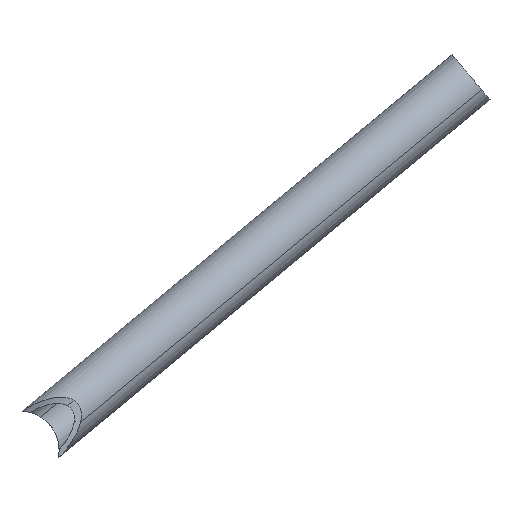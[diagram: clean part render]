
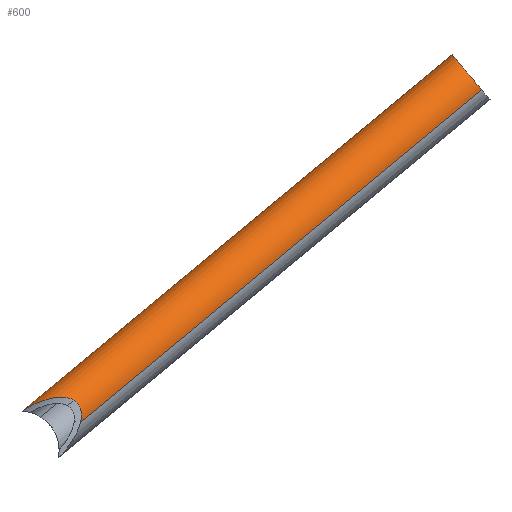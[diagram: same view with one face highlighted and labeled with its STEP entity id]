
A CAD part, front view. The second image highlights one B-rep face of the part: STEP entity #600.
In plain terms, the highlighted cylindrical face has radius 7.5 mm (diameter 15 mm), a partial arc.
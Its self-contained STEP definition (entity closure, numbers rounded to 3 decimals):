
#63=CARTESIAN_POINT('Vertex',(-1993.767,-10.493,377.647)) ;
#67=CARTESIAN_POINT('Control Point',(-1988.455,-10.493,371.242)) ;
#68=CARTESIAN_POINT('Control Point',(-1988.742,-10.996,371.588)) ;
#69=CARTESIAN_POINT('Control Point',(-1989.06,-11.456,371.97)) ;
#70=CARTESIAN_POINT('Control Point',(-1989.413,-11.861,372.397)) ;
#71=CARTESIAN_POINT('Control Point',(-1990.034,-12.37,373.146)) ;
#72=CARTESIAN_POINT('Control Point',(-1990.714,-12.595,373.965)) ;
#73=CARTESIAN_POINT('Control Point',(-1990.975,-12.634,374.28)) ;
#74=CARTESIAN_POINT('Control Point',(-1991.634,-12.611,375.075)) ;
#75=CARTESIAN_POINT('Control Point',(-1992.269,-12.3,375.84)) ;
#76=CARTESIAN_POINT('Control Point',(-1992.628,-12.017,376.274)) ;
#77=CARTESIAN_POINT('Control Point',(-1993.076,-11.544,376.814)) ;
#78=CARTESIAN_POINT('Control Point',(-1993.473,-10.976,377.293)) ;
#79=CARTESIAN_POINT('Control Point',(-1993.574,-10.82,377.415)) ;
#80=CARTESIAN_POINT('Control Point',(-1993.672,-10.659,377.533)) ;
#81=CARTESIAN_POINT('Control Point',(-1993.767,-10.493,377.647)) ;
#82=CARTESIAN_POINT('Vertex',(-1988.455,-10.493,371.242)) ;
#123=CARTESIAN_POINT('Vertex',(-1999.742,0.,372.692)) ;
#272=CARTESIAN_POINT('Control Point',(-1995.899,0.,380.218)) ;
#273=CARTESIAN_POINT('Control Point',(-1996.033,0.,380.106)) ;
#274=CARTESIAN_POINT('Control Point',(-1996.166,0.,379.992)) ;
#275=CARTESIAN_POINT('Control Point',(-1996.269,0.,379.898)) ;
#276=CARTESIAN_POINT('Control Point',(-1996.449,0.,379.734)) ;
#277=CARTESIAN_POINT('Control Point',(-1996.624,0.,379.564)) ;
#278=CARTESIAN_POINT('Control Point',(-1996.723,0.,379.467)) ;
#279=CARTESIAN_POINT('Control Point',(-1997.049,0.,379.131)) ;
#280=CARTESIAN_POINT('Control Point',(-1997.358,0.,378.779)) ;
#281=CARTESIAN_POINT('Control Point',(-1997.544,0.,378.552)) ;
#282=CARTESIAN_POINT('Control Point',(-1998.427,0.,377.401)) ;
#283=CARTESIAN_POINT('Control Point',(-1999.116,0.,376.112)) ;
#284=CARTESIAN_POINT('Control Point',(-1999.522,0.,375.005)) ;
#285=CARTESIAN_POINT('Control Point',(-1999.742,0.,373.848)) ;
#286=CARTESIAN_POINT('Control Point',(-1999.742,0.,372.692)) ;
#287=CARTESIAN_POINT('Vertex',(-1995.899,0.,380.218)) ;
#291=CARTESIAN_POINT('Control Point',(-1995.899,0.,380.218)) ;
#292=CARTESIAN_POINT('Control Point',(-1995.899,-0.235,380.218)) ;
#293=CARTESIAN_POINT('Control Point',(-1995.897,-0.47,380.215)) ;
#294=CARTESIAN_POINT('Control Point',(-1995.893,-0.659,380.21)) ;
#295=CARTESIAN_POINT('Control Point',(-1995.885,-0.99,380.201)) ;
#296=CARTESIAN_POINT('Control Point',(-1995.873,-1.322,380.187)) ;
#297=CARTESIAN_POINT('Control Point',(-1995.865,-1.51,380.178)) ;
#298=CARTESIAN_POINT('Control Point',(-1995.833,-2.139,380.139)) ;
#299=CARTESIAN_POINT('Control Point',(-1995.786,-2.766,380.082)) ;
#300=CARTESIAN_POINT('Control Point',(-1995.75,-3.159,380.038)) ;
#301=CARTESIAN_POINT('Control Point',(-1995.553,-4.986,379.801)) ;
#302=CARTESIAN_POINT('Control Point',(-1995.216,-6.771,379.394)) ;
#303=CARTESIAN_POINT('Control Point',(-1994.86,-8.116,378.965)) ;
#304=CARTESIAN_POINT('Control Point',(-1994.386,-9.406,378.393)) ;
#305=CARTESIAN_POINT('Control Point',(-1993.767,-10.493,377.647)) ;
#340=CARTESIAN_POINT('Line Origine',(-2041.538,-103.711,327.222)) ;
#344=CARTESIAN_POINT('Vertex',(-2089.914,-188.665,287.105)) ;
#389=CARTESIAN_POINT('Vertex',(-2100.769,-177.413,288.914)) ;
#392=CARTESIAN_POINT('Line Origine',(-2054.573,-96.289,327.222)) ;
#413=CARTESIAN_POINT('Control Point',(-2091.544,-187.493,292.699)) ;
#414=CARTESIAN_POINT('Control Point',(-2091.269,-187.439,292.526)) ;
#415=CARTESIAN_POINT('Control Point',(-2091.008,-187.401,292.324)) ;
#416=CARTESIAN_POINT('Control Point',(-2090.77,-187.381,292.094)) ;
#417=CARTESIAN_POINT('Control Point',(-2090.353,-187.381,291.586)) ;
#418=CARTESIAN_POINT('Control Point',(-2090.056,-187.454,291.005)) ;
#419=CARTESIAN_POINT('Control Point',(-2089.941,-187.507,290.705)) ;
#420=CARTESIAN_POINT('Control Point',(-2089.683,-187.702,289.799)) ;
#421=CARTESIAN_POINT('Control Point',(-2089.644,-187.991,288.873)) ;
#422=CARTESIAN_POINT('Control Point',(-2089.688,-188.205,288.268)) ;
#423=CARTESIAN_POINT('Control Point',(-2089.781,-188.431,287.68)) ;
#424=CARTESIAN_POINT('Control Point',(-2089.914,-188.665,287.105)) ;
#425=CARTESIAN_POINT('Vertex',(-2091.544,-187.493,292.699)) ;
#499=CARTESIAN_POINT('Vertex',(-2104.625,-192.588,289.977)) ;
#519=CARTESIAN_POINT('Control Point',(-2104.625,-192.588,289.977)) ;
#520=CARTESIAN_POINT('Control Point',(-2103.397,-192.222,290.833)) ;
#521=CARTESIAN_POINT('Control Point',(-2102.115,-191.703,291.543)) ;
#522=CARTESIAN_POINT('Control Point',(-2100.819,-191.136,292.152)) ;
#523=CARTESIAN_POINT('Control Point',(-2098.977,-190.304,292.853)) ;
#524=CARTESIAN_POINT('Control Point',(-2097.066,-189.464,293.282)) ;
#525=CARTESIAN_POINT('Control Point',(-2096.533,-189.234,293.378)) ;
#526=CARTESIAN_POINT('Control Point',(-2095.436,-188.771,293.517)) ;
#527=CARTESIAN_POINT('Control Point',(-2094.319,-188.334,293.517)) ;
#528=CARTESIAN_POINT('Control Point',(-2093.747,-188.122,293.472)) ;
#529=CARTESIAN_POINT('Control Point',(-2092.945,-187.849,293.33)) ;
#530=CARTESIAN_POINT('Control Point',(-2092.174,-187.636,293.037)) ;
#531=CARTESIAN_POINT('Control Point',(-2091.958,-187.581,292.939)) ;
#532=CARTESIAN_POINT('Control Point',(-2091.747,-187.533,292.827)) ;
#533=CARTESIAN_POINT('Control Point',(-2091.544,-187.493,292.699)) ;
#562=CARTESIAN_POINT('Control Point',(-2104.625,-192.588,289.977)) ;
#563=CARTESIAN_POINT('Control Point',(-2104.747,-191.591,289.985)) ;
#564=CARTESIAN_POINT('Control Point',(-2104.751,-190.578,289.984)) ;
#565=CARTESIAN_POINT('Control Point',(-2104.677,-189.576,289.981)) ;
#566=CARTESIAN_POINT('Control Point',(-2104.42,-187.625,289.965)) ;
#567=CARTESIAN_POINT('Control Point',(-2103.986,-185.706,289.917)) ;
#568=CARTESIAN_POINT('Control Point',(-2103.742,-184.778,289.883)) ;
#569=CARTESIAN_POINT('Control Point',(-2103.119,-182.687,289.775)) ;
#570=CARTESIAN_POINT('Control Point',(-2102.35,-180.651,289.571)) ;
#571=CARTESIAN_POINT('Control Point',(-2101.877,-179.536,289.416)) ;
#572=CARTESIAN_POINT('Control Point',(-2101.355,-178.443,289.212)) ;
#573=CARTESIAN_POINT('Control Point',(-2100.769,-177.413,288.914)) ;
#585=CARTESIAN_POINT('Axis2P3D Location',(-2048.056,-100.,327.222)) ;
#341=DIRECTION('Vector Direction',(-0.458,-0.804,-0.38)) ;
#393=DIRECTION('Vector Direction',(-0.458,-0.804,-0.38)) ;
#586=DIRECTION('Axis2P3D Direction',(-0.458,-0.804,-0.38)) ;
#587=DIRECTION('Axis2P3D XDirection',(0.869,-0.495,0.)) ;
#588=AXIS2_PLACEMENT_3D('Cylinder Axis2P3D',#585,#586,#587) ;
#591=ORIENTED_EDGE('',*,*,#289,.T.) ;
#592=ORIENTED_EDGE('',*,*,#396,.T.) ;
#593=ORIENTED_EDGE('',*,*,#574,.F.) ;
#594=ORIENTED_EDGE('',*,*,#534,.T.) ;
#595=ORIENTED_EDGE('',*,*,#427,.T.) ;
#596=ORIENTED_EDGE('',*,*,#346,.F.) ;
#597=ORIENTED_EDGE('',*,*,#84,.T.) ;
#598=ORIENTED_EDGE('',*,*,#306,.F.) ;
#342=VECTOR('Line Direction',#341,1.) ;
#394=VECTOR('Line Direction',#393,1.) ;
#600=ADVANCED_FACE('Corps principal',(#599),#589,.T.) ;
#66=B_SPLINE_CURVE_WITH_KNOTS('',5,(#67,#68,#69,#70,#71,#72,#73,#74,#75,#76,#77,#78,#79,#80,#81),.UNSPECIFIED.,.F.,.U.,(6,3,3,3,6),(0.,4.767,7.651,12.028,13.601),.UNSPECIFIED.) ;
#271=B_SPLINE_CURVE_WITH_KNOTS('',5,(#272,#273,#274,#275,#276,#277,#278,#279,#280,#281,#282,#283,#284,#285,#286),.UNSPECIFIED.,.F.,.U.,(6,3,3,3,6),(0.,1.237,2.474,4.547,12.724),.UNSPECIFIED.) ;
#290=B_SPLINE_CURVE_WITH_KNOTS('',5,(#291,#292,#293,#294,#295,#296,#297,#298,#299,#300,#301,#302,#303,#304,#305),.UNSPECIFIED.,.F.,.U.,(6,3,3,3,6),(0.,1.661,3.321,6.123,16.424),.UNSPECIFIED.) ;
#412=B_SPLINE_CURVE_WITH_KNOTS('',5,(#413,#414,#415,#416,#417,#418,#419,#420,#421,#422,#423,#424),.UNSPECIFIED.,.F.,.U.,(6,3,3,6),(0.,2.33,4.612,9.104),.UNSPECIFIED.) ;
#518=B_SPLINE_CURVE_WITH_KNOTS('',5,(#519,#520,#521,#522,#523,#524,#525,#526,#527,#528,#529,#530,#531,#532,#533),.UNSPECIFIED.,.F.,.U.,(6,3,3,3,6),(13.45,24.344,28.508,32.805,34.524),.UNSPECIFIED.) ;
#561=B_SPLINE_CURVE_WITH_KNOTS('',5,(#562,#563,#564,#565,#566,#567,#568,#569,#570,#571,#572,#573),.UNSPECIFIED.,.F.,.U.,(6,3,3,6),(22.962,30.063,36.861,45.502),.UNSPECIFIED.) ;
#589=CYLINDRICAL_SURFACE('generated cylinder',#588,7.5) ;
#84=EDGE_CURVE('',#83,#64,#66,.T.) ;
#289=EDGE_CURVE('',#288,#124,#271,.T.) ;
#306=EDGE_CURVE('',#288,#64,#290,.T.) ;
#346=EDGE_CURVE('',#83,#345,#343,.T.) ;
#396=EDGE_CURVE('',#124,#390,#395,.T.) ;
#427=EDGE_CURVE('',#426,#345,#412,.T.) ;
#534=EDGE_CURVE('',#500,#426,#518,.T.) ;
#574=EDGE_CURVE('',#500,#390,#561,.T.) ;
#590=EDGE_LOOP('',(#591,#592,#593,#594,#595,#596,#597,#598)) ;
#599=FACE_OUTER_BOUND('',#590,.T.) ;
#343=LINE('Line',#340,#342) ;
#395=LINE('Line',#392,#394) ;
#64=VERTEX_POINT('',#63) ;
#83=VERTEX_POINT('',#82) ;
#124=VERTEX_POINT('',#123) ;
#288=VERTEX_POINT('',#287) ;
#345=VERTEX_POINT('',#344) ;
#390=VERTEX_POINT('',#389) ;
#426=VERTEX_POINT('',#425) ;
#500=VERTEX_POINT('',#499) ;
